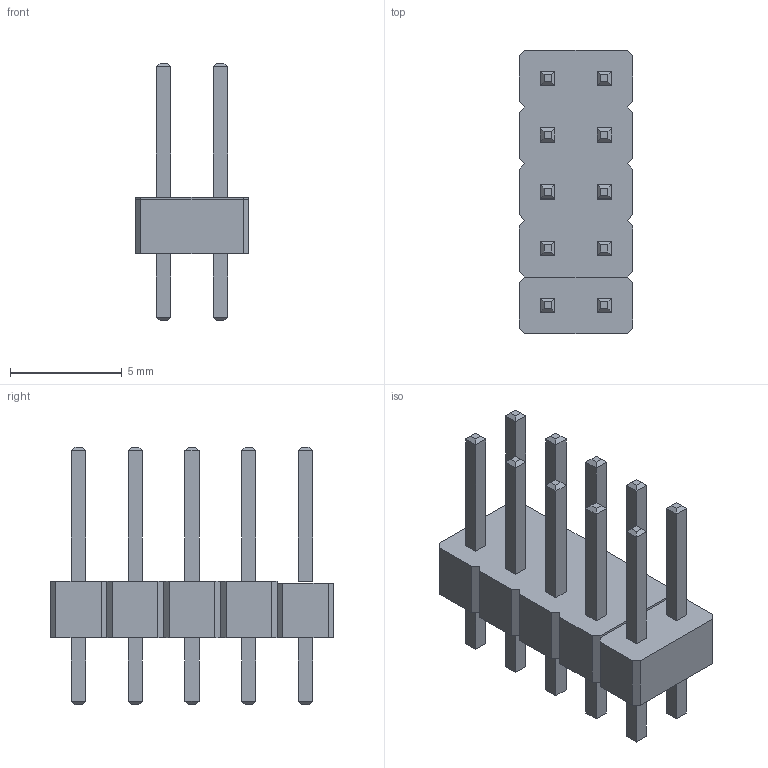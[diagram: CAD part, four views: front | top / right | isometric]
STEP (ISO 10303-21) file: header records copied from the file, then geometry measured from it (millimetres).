
FILE_DESCRIPTION (( 'STEP AP214' ), '1' );
FILE_NAME ('Power_2x5_Vertical.STEP', '2021-06-17T05:32:33', ( '' ), ( '' ), 'SwSTEP 2.0', 'SolidWorks 2019', '' );
FILE_SCHEMA (( 'AUTOMOTIVE_DESIGN' ));
Length unit declared in the file: millimetre
Products named in the file (1): Power_2x5_Vertical
Bounding box: 5.08 x 12.7 x 11.54 mm (x, y, z)
Volume: 197.3 mm3; surface area: 446.7 mm2
Topology: 3 solids, 3 shells, 218 faces, 500 edges, 306 vertices
Faces by surface type: plane 218
Entity records: 6356 total; most frequent: CARTESIAN_POINT 1025, ORIENTED_EDGE 1000, DIRECTION 938, EDGE_CURVE 500, VECTOR 500, LINE 500, VERTEX_POINT 306, EDGE_LOOP 236
